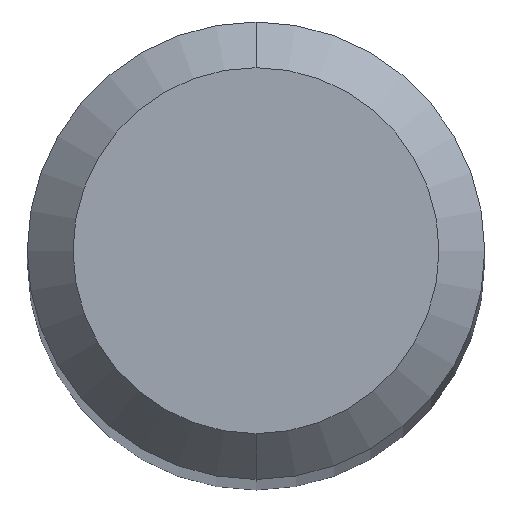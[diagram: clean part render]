
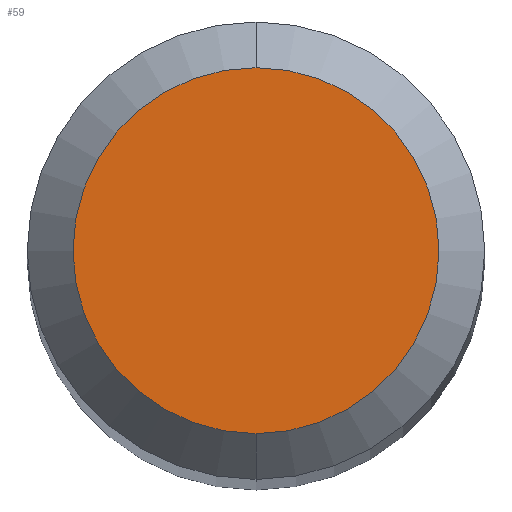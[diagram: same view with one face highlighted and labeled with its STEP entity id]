
A CAD part, top view. The second image highlights one B-rep face of the part: STEP entity #59.
In plain terms, the highlighted planar face has unit normal (0, 0, 1).
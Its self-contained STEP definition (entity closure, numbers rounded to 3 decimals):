
#2 = DIRECTION ( 'NONE',  ( 0., 0., -1. ) ) ;
#28 = EDGE_CURVE ( 'NONE', #156, #93, #209, .T. ) ;
#43 = CIRCLE ( 'NONE', #63, 3.922 ) ;
#51 = CARTESIAN_POINT ( 'NONE',  ( 0., 0., 0. ) ) ;
#58 = ORIENTED_EDGE ( 'NONE', *, *, #28, .T. ) ;
#59 = ADVANCED_FACE ( 'NONE', ( #101 ), #76, .F. ) ;
#63 = AXIS2_PLACEMENT_3D ( 'NONE', #124, #157, #88 ) ;
#64 = CARTESIAN_POINT ( 'NONE',  ( 0., 4.902, 0. ) ) ;
#69 = DIRECTION ( 'NONE',  ( 0., 1., 0. ) ) ;
#76 = PLANE ( 'NONE',  #118 ) ;
#88 = DIRECTION ( 'NONE',  ( 0., 1., 0. ) ) ;
#93 = VERTEX_POINT ( 'NONE', #134 ) ;
#101 = FACE_OUTER_BOUND ( 'NONE', #193, .T. ) ;
#117 = DIRECTION ( 'NONE',  ( 0., 0., 1. ) ) ;
#118 = AXIS2_PLACEMENT_3D ( 'NONE', #64, #2, #182 ) ;
#124 = CARTESIAN_POINT ( 'NONE',  ( 0., 0., 0. ) ) ;
#134 = CARTESIAN_POINT ( 'NONE',  ( 0., -3.922, 0. ) ) ;
#156 = VERTEX_POINT ( 'NONE', #205 ) ;
#157 = DIRECTION ( 'NONE',  ( 0., 0., 1. ) ) ;
#160 = AXIS2_PLACEMENT_3D ( 'NONE', #51, #117, #69 ) ;
#176 = ORIENTED_EDGE ( 'NONE', *, *, #195, .T. ) ;
#182 = DIRECTION ( 'NONE',  ( 0., 1., 0. ) ) ;
#193 = EDGE_LOOP ( 'NONE', ( #58, #176 ) ) ;
#195 = EDGE_CURVE ( 'NONE', #93, #156, #43, .T. ) ;
#205 = CARTESIAN_POINT ( 'NONE',  ( 0., 3.922, 0. ) ) ;
#209 = CIRCLE ( 'NONE', #160, 3.922 ) ;
